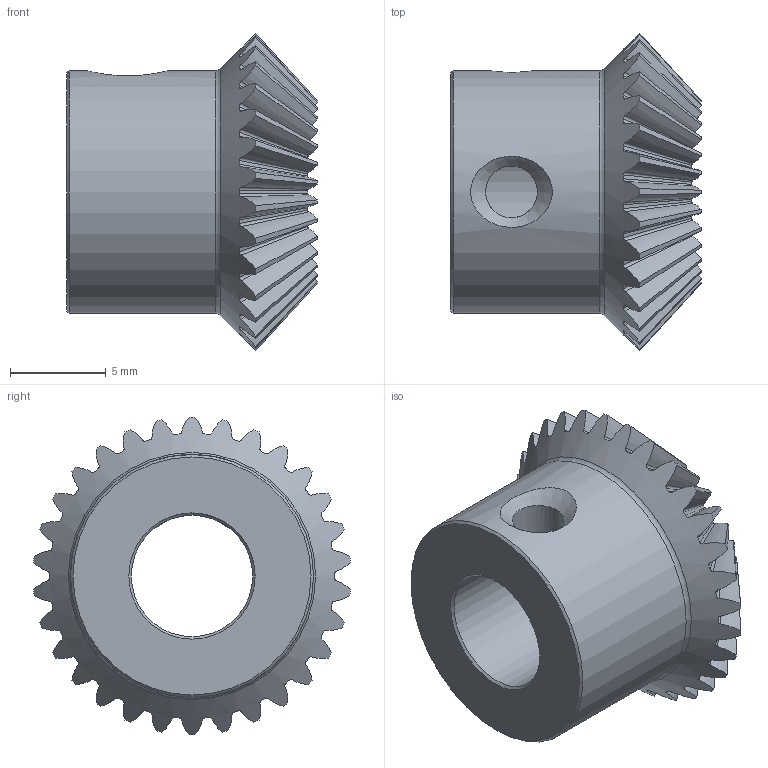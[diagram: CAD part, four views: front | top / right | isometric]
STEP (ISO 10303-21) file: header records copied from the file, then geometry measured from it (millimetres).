
FILE_DESCRIPTION (( 'STEP AP203' ), '1' );
FILE_NAME ('112014.stp', '2014-03-19T17:50:38', ( '' ), ( '' ), 'SwSTEP 2.0', 'SolidWorks 2012', '' );
FILE_SCHEMA (( 'CONFIG_CONTROL_DESIGN' ));
Length unit declared in the file: millimetre
Products named in the file (1): 112014
Bounding box: 13.1 x 16.56 x 16.62 mm (x, y, z)
Volume: 1230.1 mm3; surface area: 1173.4 mm2
Topology: 1 solids, 1 shells, 196 faces, 579 edges, 384 vertices
Faces by surface type: bspline 150, cone 38, cylinder 4, plane 2, torus 2
Full cylindrical faces by diameter (mm): 1.985 x1, 2.705 x1, 6.35 x1, 12.7 x1
Entity records: 11809 total; most frequent: CARTESIAN_POINT 7856, ORIENTED_EDGE 1112, EDGE_CURVE 556, VERTEX_POINT 376, B_SPLINE_CURVE_WITH_KNOTS 363, DIRECTION 360, EDGE_LOOP 214, FACE_OUTER_BOUND 202
